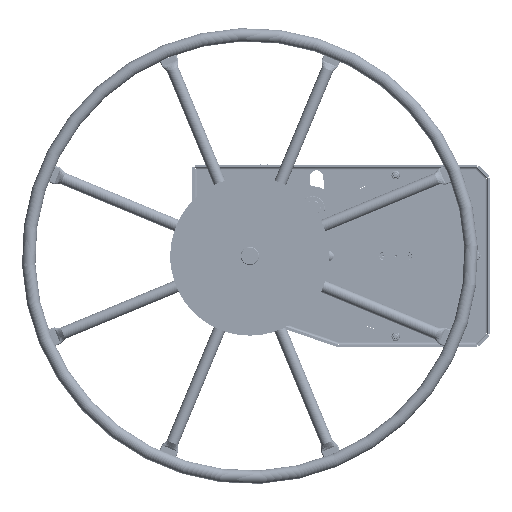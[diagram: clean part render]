
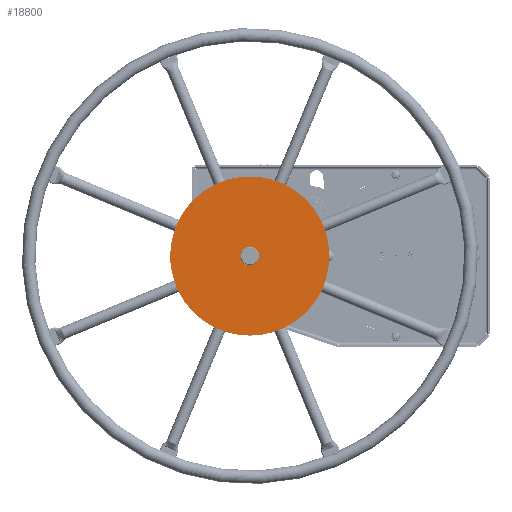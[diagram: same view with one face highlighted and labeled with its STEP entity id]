
A CAD part, left-side view. The second image highlights one B-rep face of the part: STEP entity #18800.
In plain terms, the highlighted face is planar.
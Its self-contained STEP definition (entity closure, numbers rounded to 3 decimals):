
#18677=CARTESIAN_POINT('',(0.,0.,-3.));
#18678=DIRECTION('',(0.,0.,1.));
#18679=DIRECTION('',(1.,0.,0.));
#18680=AXIS2_PLACEMENT_3D('',#18677,#18678,#18679);
#18685=CARTESIAN_POINT('',(0.,0.,-3.));
#18686=DIRECTION('',(0.,0.,1.));
#18687=DIRECTION('',(-1.,0.,0.));
#18688=AXIS2_PLACEMENT_3D('',#18685,#18686,#18687);
#18693=CARTESIAN_POINT('',(0.,0.,-3.));
#18694=DIRECTION('',(0.,0.,-1.));
#18695=DIRECTION('',(1.,0.,0.));
#18696=AXIS2_PLACEMENT_3D('',#18693,#18694,#18695);
#18701=CARTESIAN_POINT('',(0.,0.,-3.));
#18702=DIRECTION('',(0.,0.,-1.));
#18703=DIRECTION('',(-1.,0.,0.));
#18704=AXIS2_PLACEMENT_3D('',#18701,#18702,#18703);
#18731=CARTESIAN_POINT('',(131.,0.,-3.));
#18732=CARTESIAN_POINT('',(-131.,0.,-3.));
#18733=VERTEX_POINT('',#18731);
#18734=VERTEX_POINT('',#18732);
#18735=CARTESIAN_POINT('',(15.15,0.,-3.));
#18736=CARTESIAN_POINT('',(-15.15,0.,-3.));
#18737=VERTEX_POINT('',#18735);
#18738=VERTEX_POINT('',#18736);
#18785=CARTESIAN_POINT('',(0.,0.,-3.));
#18786=DIRECTION('',(0.,0.,1.));
#18787=DIRECTION('',(1.,0.,0.));
#18788=AXIS2_PLACEMENT_3D('',#18785,#18786,#18787);
#18789=PLANE('',#18788);
#18790=ORIENTED_EDGE('',*,*,#18765,.T.);
#18791=ORIENTED_EDGE('',*,*,#18779,.T.);
#18792=EDGE_LOOP('',(#18790,#18791));
#18793=FACE_OUTER_BOUND('',#18792,.F.);
#18795=ORIENTED_EDGE('',*,*,#18794,.T.);
#18797=ORIENTED_EDGE('',*,*,#18796,.T.);
#18798=EDGE_LOOP('',(#18795,#18797));
#18799=FACE_BOUND('',#18798,.F.);
#18800=ADVANCED_FACE('',(#18793,#18799),#18789,.F.);
#18681=CIRCLE('',#18680,131.);
#18689=CIRCLE('',#18688,131.);
#18697=CIRCLE('',#18696,15.15);
#18705=CIRCLE('',#18704,15.15);
#18765=EDGE_CURVE('',#18733,#18734,#18681,.T.);
#18779=EDGE_CURVE('',#18734,#18733,#18689,.T.);
#18794=EDGE_CURVE('',#18737,#18738,#18697,.T.);
#18796=EDGE_CURVE('',#18738,#18737,#18705,.T.);
